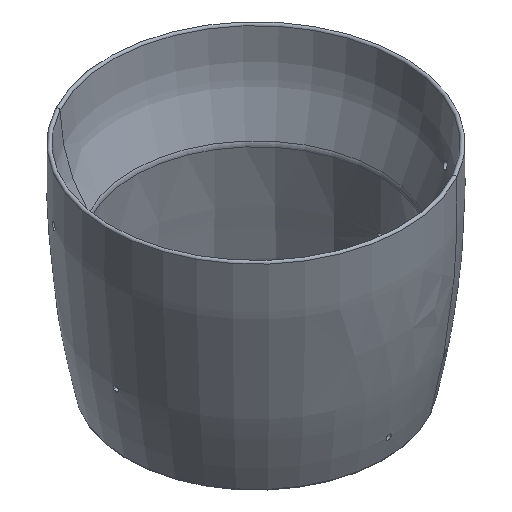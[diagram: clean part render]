
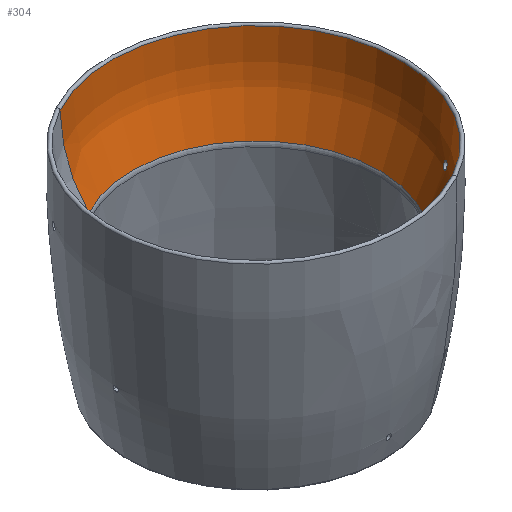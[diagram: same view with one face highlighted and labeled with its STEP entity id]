
A CAD part, isometric view. The second image highlights one B-rep face of the part: STEP entity #304.
In plain terms, the highlighted face is a revolution surface.
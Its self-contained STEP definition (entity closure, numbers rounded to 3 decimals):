
#120=CARTESIAN_POINT('Vertex',(39.878,-72.997,0.)) ;
#127=CARTESIAN_POINT('Vertex',(-39.878,72.997,0.)) ;
#149=CARTESIAN_POINT('Axis2P3D Location',(0.,0.,0.)) ;
#175=CARTESIAN_POINT('Vertex',(34.008,-62.251,-48.823)) ;
#191=CARTESIAN_POINT('Vertex',(-34.008,62.251,-48.823)) ;
#211=CARTESIAN_POINT('Axis2P3D Location',(0.,0.,-48.823)) ;
#224=CARTESIAN_POINT('Control Point',(0.,70.935,-48.823)) ;
#225=CARTESIAN_POINT('Control Point',(0.,73.321,-44.205)) ;
#226=CARTESIAN_POINT('Control Point',(0.,75.417,-39.514)) ;
#227=CARTESIAN_POINT('Control Point',(0.,77.223,-34.75)) ;
#228=CARTESIAN_POINT('Control Point',(0.,80.236,-25.128)) ;
#229=CARTESIAN_POINT('Control Point',(0.,82.101,-15.216)) ;
#230=CARTESIAN_POINT('Control Point',(0.,82.744,-10.216)) ;
#231=CARTESIAN_POINT('Control Point',(0.,83.104,-5.144)) ;
#232=CARTESIAN_POINT('Control Point',(0.,83.179,0.)) ;
#233=CARTESIAN_POINT('Axis1P Location',(0.,0.,-60.015)) ;
#238=CARTESIAN_POINT('Control Point',(-34.008,62.251,-48.823)) ;
#239=CARTESIAN_POINT('Control Point',(-35.152,64.345,-44.205)) ;
#240=CARTESIAN_POINT('Control Point',(-36.157,66.185,-39.514)) ;
#241=CARTESIAN_POINT('Control Point',(-37.023,67.769,-34.75)) ;
#242=CARTESIAN_POINT('Control Point',(-38.467,70.414,-25.128)) ;
#243=CARTESIAN_POINT('Control Point',(-39.361,72.05,-15.216)) ;
#244=CARTESIAN_POINT('Control Point',(-39.67,72.615,-10.216)) ;
#245=CARTESIAN_POINT('Control Point',(-39.842,72.93,-5.144)) ;
#246=CARTESIAN_POINT('Control Point',(-39.878,72.997,0.)) ;
#249=CARTESIAN_POINT('Control Point',(34.008,-62.251,-48.823)) ;
#250=CARTESIAN_POINT('Control Point',(35.152,-64.345,-44.205)) ;
#251=CARTESIAN_POINT('Control Point',(36.157,-66.185,-39.514)) ;
#252=CARTESIAN_POINT('Control Point',(37.023,-67.769,-34.75)) ;
#253=CARTESIAN_POINT('Control Point',(38.467,-70.414,-25.128)) ;
#254=CARTESIAN_POINT('Control Point',(39.361,-72.05,-15.216)) ;
#255=CARTESIAN_POINT('Control Point',(39.67,-72.615,-10.216)) ;
#256=CARTESIAN_POINT('Control Point',(39.842,-72.93,-5.144)) ;
#257=CARTESIAN_POINT('Control Point',(39.878,-72.997,0.)) ;
#266=CARTESIAN_POINT('Control Point',(68.017,-41.297,-26.518)) ;
#267=CARTESIAN_POINT('Control Point',(68.005,-41.431,-26.293)) ;
#268=CARTESIAN_POINT('Control Point',(68.015,-41.536,-26.051)) ;
#269=CARTESIAN_POINT('Control Point',(68.048,-41.609,-25.797)) ;
#270=CARTESIAN_POINT('Control Point',(68.183,-41.703,-25.156)) ;
#271=CARTESIAN_POINT('Control Point',(68.436,-41.577,-24.546)) ;
#272=CARTESIAN_POINT('Control Point',(68.624,-41.422,-24.216)) ;
#273=CARTESIAN_POINT('Control Point',(68.973,-41.043,-23.782)) ;
#274=CARTESIAN_POINT('Control Point',(69.334,-40.522,-23.579)) ;
#275=CARTESIAN_POINT('Control Point',(69.473,-40.301,-23.54)) ;
#276=CARTESIAN_POINT('Control Point',(69.787,-39.753,-23.551)) ;
#277=CARTESIAN_POINT('Control Point',(70.023,-39.214,-23.799)) ;
#278=CARTESIAN_POINT('Control Point',(70.123,-38.927,-24.019)) ;
#279=CARTESIAN_POINT('Control Point',(70.181,-38.686,-24.292)) ;
#280=CARTESIAN_POINT('Control Point',(70.196,-38.501,-24.6)) ;
#281=CARTESIAN_POINT('Vertex',(68.017,-41.297,-26.518)) ;
#283=CARTESIAN_POINT('Vertex',(70.196,-38.501,-24.6)) ;
#287=CARTESIAN_POINT('Control Point',(68.017,-41.297,-26.518)) ;
#288=CARTESIAN_POINT('Control Point',(68.041,-41.031,-26.96)) ;
#289=CARTESIAN_POINT('Control Point',(68.152,-40.652,-27.332)) ;
#290=CARTESIAN_POINT('Control Point',(68.353,-40.184,-27.571)) ;
#291=CARTESIAN_POINT('Control Point',(68.745,-39.466,-27.65)) ;
#292=CARTESIAN_POINT('Control Point',(69.173,-38.87,-27.361)) ;
#293=CARTESIAN_POINT('Control Point',(69.314,-38.693,-27.227)) ;
#294=CARTESIAN_POINT('Control Point',(69.711,-38.252,-26.738)) ;
#295=CARTESIAN_POINT('Control Point',(70.02,-38.074,-26.031)) ;
#296=CARTESIAN_POINT('Control Point',(70.158,-38.093,-25.523)) ;
#297=CARTESIAN_POINT('Control Point',(70.218,-38.243,-25.028)) ;
#298=CARTESIAN_POINT('Control Point',(70.196,-38.501,-24.6)) ;
#150=DIRECTION('Axis2P3D Direction',(0.,0.,1.)) ;
#212=DIRECTION('Axis2P3D Direction',(0.,0.,1.)) ;
#234=DIRECTION('Axis1P Direction',(0.,0.,1.)) ;
#151=AXIS2_PLACEMENT_3D('Circle Axis2P3D',#149,#150,$) ;
#213=AXIS2_PLACEMENT_3D('Circle Axis2P3D',#211,#212,$) ;
#260=ORIENTED_EDGE('',*,*,#247,.T.) ;
#261=ORIENTED_EDGE('',*,*,#215,.F.) ;
#262=ORIENTED_EDGE('',*,*,#258,.F.) ;
#263=ORIENTED_EDGE('',*,*,#153,.T.) ;
#301=ORIENTED_EDGE('',*,*,#285,.F.) ;
#302=ORIENTED_EDGE('',*,*,#299,.T.) ;
#303=FACE_BOUND('',#300,.T.) ;
#304=ADVANCED_FACE('Corps principal',(#264,#303),#236,.F.) ;
#235=AXIS1_PLACEMENT('Revolution Surface Axis1P',#233,#234) ;
#223=B_SPLINE_CURVE_WITH_KNOTS('',5,(#224,#225,#226,#227,#228,#229,#230,#231,#232),.UNSPECIFIED.,.F.,.U.,(6,3,6),(1.302,26.796,52.002),.UNSPECIFIED.) ;
#237=B_SPLINE_CURVE_WITH_KNOTS('',5,(#238,#239,#240,#241,#242,#243,#244,#245,#246),.UNSPECIFIED.,.F.,.U.,(6,3,6),(1.302,26.796,52.002),.UNSPECIFIED.) ;
#248=B_SPLINE_CURVE_WITH_KNOTS('',5,(#249,#250,#251,#252,#253,#254,#255,#256,#257),.UNSPECIFIED.,.F.,.U.,(6,3,6),(1.302,26.796,52.002),.UNSPECIFIED.) ;
#265=B_SPLINE_CURVE_WITH_KNOTS('',5,(#266,#267,#268,#269,#270,#271,#272,#273,#274,#275,#276,#277,#278,#279,#280),.UNSPECIFIED.,.F.,.U.,(6,3,3,3,6),(0.,1.855,4.644,6.454,8.999),.UNSPECIFIED.) ;
#286=B_SPLINE_CURVE_WITH_KNOTS('',5,(#287,#288,#289,#290,#291,#292,#293,#294,#295,#296,#297,#298),.UNSPECIFIED.,.F.,.U.,(6,3,3,6),(0.,3.658,5.48,9.019),.UNSPECIFIED.) ;
#152=CIRCLE('generated circle',#151,83.179) ;
#214=CIRCLE('generated circle',#213,70.935) ;
#153=EDGE_CURVE('',#121,#128,#152,.T.) ;
#215=EDGE_CURVE('',#176,#192,#214,.T.) ;
#247=EDGE_CURVE('',#128,#192,#237,.F.) ;
#258=EDGE_CURVE('',#121,#176,#248,.F.) ;
#285=EDGE_CURVE('',#282,#284,#265,.T.) ;
#299=EDGE_CURVE('',#282,#284,#286,.T.) ;
#259=EDGE_LOOP('',(#260,#261,#262,#263)) ;
#300=EDGE_LOOP('',(#301,#302)) ;
#264=FACE_OUTER_BOUND('',#259,.T.) ;
#236=SURFACE_OF_REVOLUTION('Surface of Revolution',#223,#235) ;
#121=VERTEX_POINT('',#120) ;
#128=VERTEX_POINT('',#127) ;
#176=VERTEX_POINT('',#175) ;
#192=VERTEX_POINT('',#191) ;
#282=VERTEX_POINT('',#281) ;
#284=VERTEX_POINT('',#283) ;
